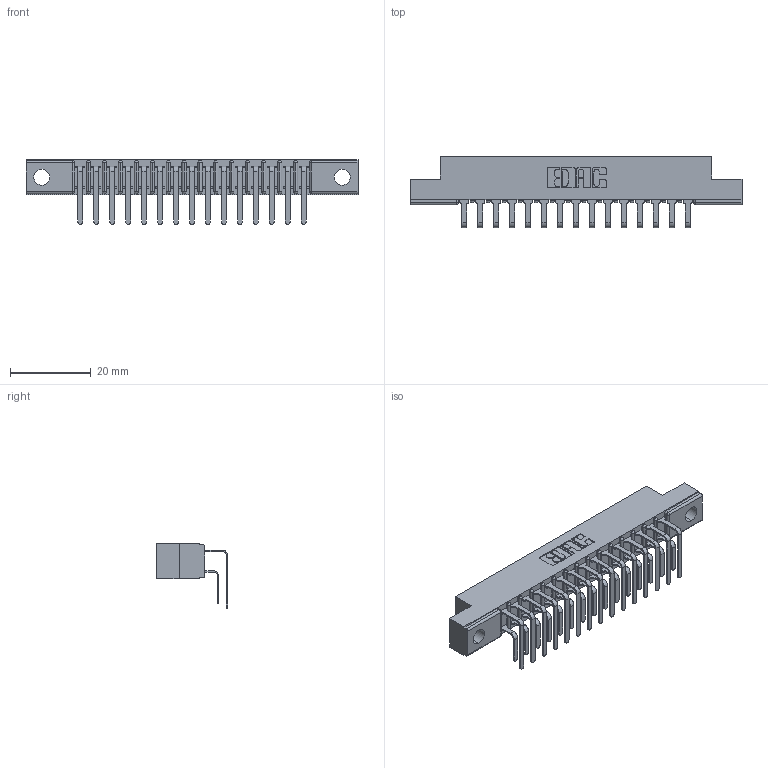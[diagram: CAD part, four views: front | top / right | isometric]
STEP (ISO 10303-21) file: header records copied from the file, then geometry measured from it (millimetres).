
FILE_DESCRIPTION (( 'STEP AP203' ), '1' );
FILE_NAME ('357-030-459-204.STEP', '2020-10-03T13:53:12', ( '' ), ( '' ), 'SwSTEP 2.0', 'SolidWorks 2020', '' );
FILE_SCHEMA (( 'CONFIG_CONTROL_DESIGN' ));
Length unit declared in the file: inch
Products named in the file (4): 357-030-459-204; 307-290-001_559 - 2 (Single); 307 Part_.156 Dia Mounting Holes; 307-290-001_558 559 - 1 (Single)
Assembly tree (31 placements, depth 2):
  357-030-459-204
    307 Part_.156 Dia Mounting Holes
    307-290-001_558 559 - 1 (Single)  x15
    307-290-001_559 - 2 (Single)  x15
Bounding box: 82.45 x 17.69 x 16.08 mm (x, y, z)
Volume: 5420.8 mm3; surface area: 9846.6 mm2
Topology: 31 solids, 31 shells, 1648 faces, 4619 edges, 2994 vertices
Faces by surface type: plane 1074, cylinder 542, sphere 32
Entity records: 18533 total; most frequent: CARTESIAN_POINT 3047, ORIENTED_EDGE 3014, DIRECTION 2987, EDGE_CURVE 1507, LINE 1151, VECTOR 1151, VERTEX_POINT 978, AXIS2_PLACEMENT_3D 918
